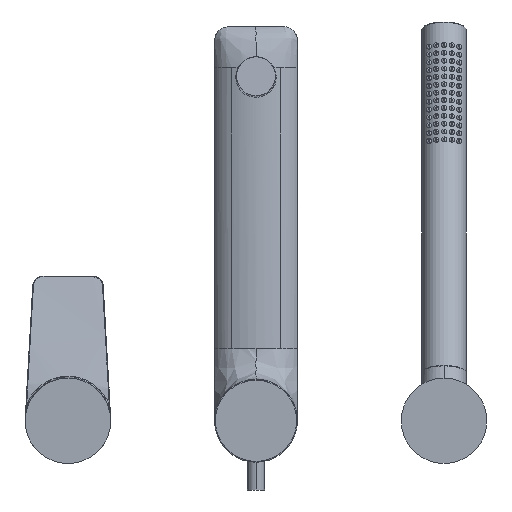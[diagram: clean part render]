
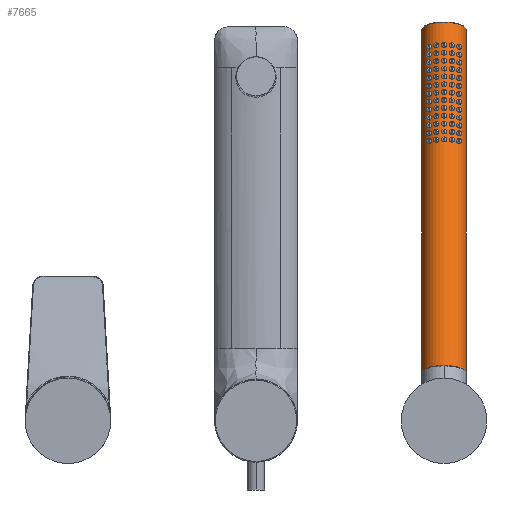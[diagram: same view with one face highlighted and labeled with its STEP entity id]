
A CAD part, front view. The second image highlights one B-rep face of the part: STEP entity #7665.
In plain terms, the highlighted cylindrical face has radius 13 mm (diameter 26 mm), a partial arc.
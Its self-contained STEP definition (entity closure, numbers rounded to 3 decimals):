
#98 = CARTESIAN_POINT ( 'NONE',  ( 0., 0., 213.8 ) ) ;
#536 = FACE_OUTER_BOUND ( 'NONE', #14653, .T. ) ;
#1274 = EDGE_CURVE ( 'NONE', #6779, #5986, #9178, .T. ) ;
#1349 = CARTESIAN_POINT ( 'NONE',  ( 0., 0., 0.2 ) ) ;
#2006 = DIRECTION ( 'NONE',  ( 1., 0., 0. ) ) ;
#2872 = CARTESIAN_POINT ( 'NONE',  ( 0., 0., 214. ) ) ;
#3295 = DIRECTION ( 'NONE',  ( 1., 0., 0. ) ) ;
#4175 = CYLINDRICAL_SURFACE ( 'NONE', #17321, 13. ) ;
#4530 = CIRCLE ( 'NONE', #7135, 13. ) ;
#5986 = VERTEX_POINT ( 'NONE', #19156 ) ;
#6364 = DIRECTION ( 'NONE',  ( 0., 0., -1. ) ) ;
#6441 = CARTESIAN_POINT ( 'NONE',  ( -13., 0., 213.8 ) ) ;
#6644 = LINE ( 'NONE', #15083, #14192 ) ;
#6686 = DIRECTION ( 'NONE',  ( -1., 0., 0. ) ) ;
#6779 = VERTEX_POINT ( 'NONE', #6441 ) ;
#6837 = AXIS2_PLACEMENT_3D ( 'NONE', #98, #13230, #2006 ) ;
#7135 = AXIS2_PLACEMENT_3D ( 'NONE', #1349, #14468, #3295 ) ;
#7665 = ADVANCED_FACE ( 'NONE', ( #536 ), #4175, .T. ) ;
#9178 = LINE ( 'NONE', #13835, #23242 ) ;
#11293 = CARTESIAN_POINT ( 'NONE',  ( 13., 0., 213.8 ) ) ;
#11651 = ORIENTED_EDGE ( 'NONE', *, *, #16994, .F. ) ;
#11868 = EDGE_CURVE ( 'NONE', #21848, #6779, #19742, .T. ) ;
#13230 = DIRECTION ( 'NONE',  ( 0., 0., -1. ) ) ;
#13256 = VERTEX_POINT ( 'NONE', #23186 ) ;
#13835 = CARTESIAN_POINT ( 'NONE',  ( -13., 0., 214. ) ) ;
#14192 = VECTOR ( 'NONE', #17509, 1000. ) ;
#14468 = DIRECTION ( 'NONE',  ( 0., 0., 1. ) ) ;
#14653 = EDGE_LOOP ( 'NONE', ( #11651, #16340, #20342, #14777 ) ) ;
#14777 = ORIENTED_EDGE ( 'NONE', *, *, #20167, .T. ) ;
#15083 = CARTESIAN_POINT ( 'NONE',  ( 13., 0., 214. ) ) ;
#16340 = ORIENTED_EDGE ( 'NONE', *, *, #11868, .T. ) ;
#16994 = EDGE_CURVE ( 'NONE', #21848, #13256, #6644, .T. ) ;
#17321 = AXIS2_PLACEMENT_3D ( 'NONE', #2872, #19606, #6686 ) ;
#17509 = DIRECTION ( 'NONE',  ( 0., 0., -1. ) ) ;
#19156 = CARTESIAN_POINT ( 'NONE',  ( -13., 0., 0.2 ) ) ;
#19606 = DIRECTION ( 'NONE',  ( 0., 0., -1. ) ) ;
#19742 = CIRCLE ( 'NONE', #6837, 13. ) ;
#20167 = EDGE_CURVE ( 'NONE', #5986, #13256, #4530, .T. ) ;
#20342 = ORIENTED_EDGE ( 'NONE', *, *, #1274, .T. ) ;
#21848 = VERTEX_POINT ( 'NONE', #11293 ) ;
#23186 = CARTESIAN_POINT ( 'NONE',  ( 13., 0., 0.2 ) ) ;
#23242 = VECTOR ( 'NONE', #6364, 1000. ) ;
